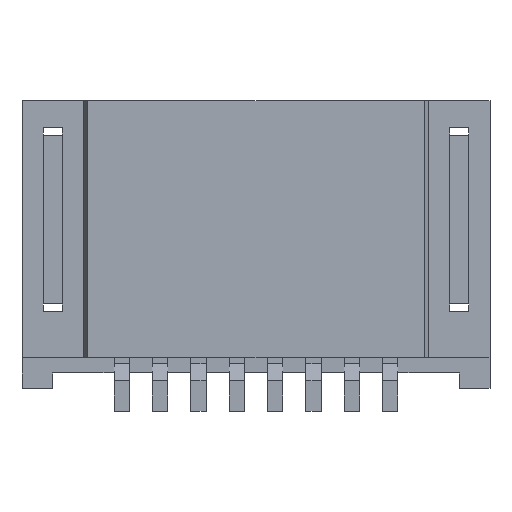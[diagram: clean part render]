
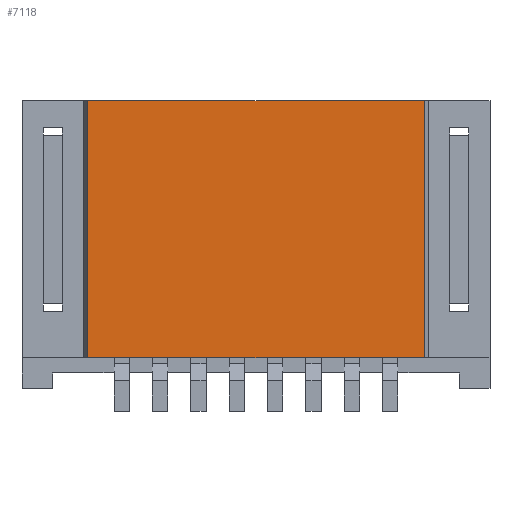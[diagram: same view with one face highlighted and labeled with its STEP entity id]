
A CAD part, front view. The second image highlights one B-rep face of the part: STEP entity #7118.
In plain terms, the highlighted planar face has unit normal (0, -1, 0).
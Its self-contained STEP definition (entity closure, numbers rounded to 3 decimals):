
#967=DIRECTION('',(1.,0.,0.));
#968=VECTOR('',#967,4.385);
#969=CARTESIAN_POINT('',(-2.192,0.,3.75));
#970=LINE('',#969,#968);
#999=DIRECTION('',(1.,0.,0.));
#1000=VECTOR('',#999,4.385);
#1001=CARTESIAN_POINT('',(-2.192,0.,0.4));
#1002=LINE('',#1001,#1000);
#1003=DIRECTION('',(0.,0.,1.));
#1004=VECTOR('',#1003,3.35);
#1005=CARTESIAN_POINT('',(-2.192,0.,0.4));
#1006=LINE('',#1005,#1004);
#1295=DIRECTION('',(0.,0.,1.));
#1296=VECTOR('',#1295,3.35);
#1297=CARTESIAN_POINT('',(2.192,0.,0.4));
#1298=LINE('',#1297,#1296);
#4717=CARTESIAN_POINT('',(-2.192,0.,3.75));
#4718=CARTESIAN_POINT('',(2.192,0.,3.75));
#4719=VERTEX_POINT('',#4717);
#4720=VERTEX_POINT('',#4718);
#4733=CARTESIAN_POINT('',(-2.192,0.,0.4));
#4734=CARTESIAN_POINT('',(2.192,0.,0.4));
#4735=VERTEX_POINT('',#4733);
#4736=VERTEX_POINT('',#4734);
#7105=CARTESIAN_POINT('',(-2.192,0.,0.));
#7106=DIRECTION('',(0.,-1.,0.));
#7107=DIRECTION('',(1.,0.,0.));
#7108=AXIS2_PLACEMENT_3D('',#7105,#7106,#7107);
#7109=PLANE('',#7108);
#7110=ORIENTED_EDGE('',*,*,#6455,.F.);
#7112=ORIENTED_EDGE('',*,*,#7111,.T.);
#7113=ORIENTED_EDGE('',*,*,#7077,.T.);
#7115=ORIENTED_EDGE('',*,*,#7114,.F.);
#7116=EDGE_LOOP('',(#7110,#7112,#7113,#7115));
#7117=FACE_OUTER_BOUND('',#7116,.F.);
#7118=ADVANCED_FACE('',(#7117),#7109,.T.);
#6455=EDGE_CURVE('',#4735,#4736,#1002,.T.);
#7077=EDGE_CURVE('',#4719,#4720,#970,.T.);
#7111=EDGE_CURVE('',#4735,#4719,#1006,.T.);
#7114=EDGE_CURVE('',#4736,#4720,#1298,.T.);
